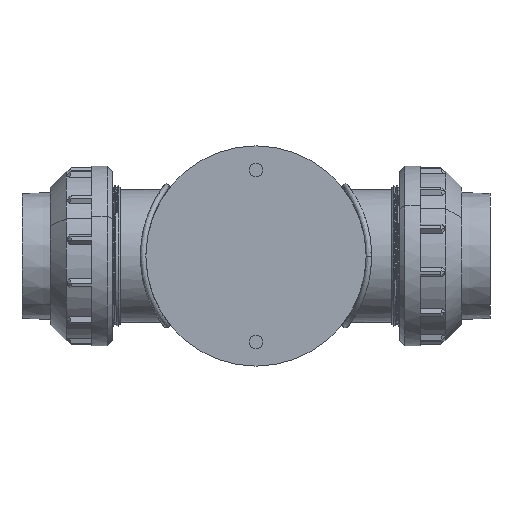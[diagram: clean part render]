
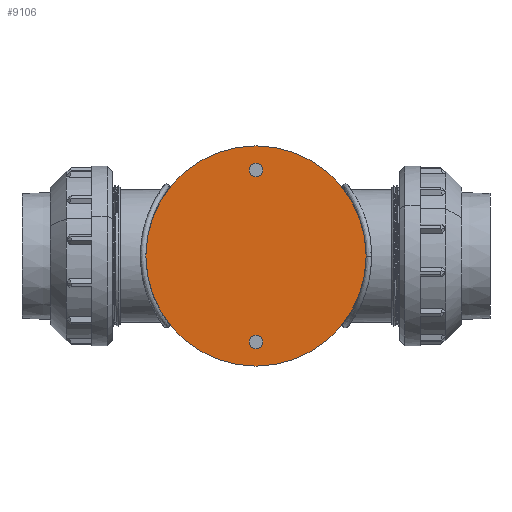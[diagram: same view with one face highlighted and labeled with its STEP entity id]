
A CAD part, front view. The second image highlights one B-rep face of the part: STEP entity #9106.
In plain terms, the highlighted planar face has unit normal (0, -1, 0).
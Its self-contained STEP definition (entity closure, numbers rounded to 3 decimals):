
#104 = CARTESIAN_POINT ( 'NONE',  ( 0., -54.718, 0. ) ) ;
#743 = CARTESIAN_POINT ( 'NONE',  ( 0., -54.718, 64. ) ) ;
#889 = EDGE_LOOP ( 'NONE', ( #2387 ) ) ;
#1042 = AXIS2_PLACEMENT_3D ( 'NONE', #104, #6050, #3674 ) ;
#1162 = AXIS2_PLACEMENT_3D ( 'NONE', #3496, #3422, #8319 ) ;
#1447 = FACE_OUTER_BOUND ( 'NONE', #889, .T. ) ;
#1499 = CARTESIAN_POINT ( 'NONE',  ( 0., -54.718, -53.969 ) ) ;
#1794 = ORIENTED_EDGE ( 'NONE', *, *, #5316, .F. ) ;
#2387 = ORIENTED_EDGE ( 'NONE', *, *, #9490, .F. ) ;
#3422 = DIRECTION ( 'NONE',  ( 0., -1., 0. ) ) ;
#3496 = CARTESIAN_POINT ( 'NONE',  ( 0., -54.718, 50. ) ) ;
#3674 = DIRECTION ( 'NONE',  ( 0., 0., 1. ) ) ;
#3812 = DIRECTION ( 'NONE',  ( 0., 1., 0. ) ) ;
#3911 = CIRCLE ( 'NONE', #14795, 3.969 ) ;
#5073 = EDGE_LOOP ( 'NONE', ( #10980 ) ) ;
#5316 = EDGE_CURVE ( 'NONE', #9671, #9671, #9258, .T. ) ;
#6050 = DIRECTION ( 'NONE',  ( 0., 1., 0. ) ) ;
#6283 = PLANE ( 'NONE',  #1042 ) ;
#7452 = CARTESIAN_POINT ( 'NONE',  ( 0., -54.718, 0. ) ) ;
#7700 = CARTESIAN_POINT ( 'NONE',  ( 0., -54.718, -50. ) ) ;
#8319 = DIRECTION ( 'NONE',  ( 0., 0., -1. ) ) ;
#8417 = FACE_BOUND ( 'NONE', #5073, .T. ) ;
#9106 = ADVANCED_FACE ( 'NONE', ( #14625, #8417, #1447 ), #6283, .F. ) ;
#9124 = DIRECTION ( 'NONE',  ( 0., 0., -1. ) ) ;
#9258 = CIRCLE ( 'NONE', #1162, 3.969 ) ;
#9490 = EDGE_CURVE ( 'NONE', #9594, #9594, #15496, .T. ) ;
#9594 = VERTEX_POINT ( 'NONE', #743 ) ;
#9671 = VERTEX_POINT ( 'NONE', #11622 ) ;
#10190 = AXIS2_PLACEMENT_3D ( 'NONE', #7452, #3812, #12317 ) ;
#10340 = DIRECTION ( 'NONE',  ( 0., -1., 0. ) ) ;
#10980 = ORIENTED_EDGE ( 'NONE', *, *, #13702, .F. ) ;
#11349 = VERTEX_POINT ( 'NONE', #1499 ) ;
#11622 = CARTESIAN_POINT ( 'NONE',  ( 0., -54.718, 46.031 ) ) ;
#12317 = DIRECTION ( 'NONE',  ( 0., 0., 1. ) ) ;
#13702 = EDGE_CURVE ( 'NONE', #11349, #11349, #3911, .T. ) ;
#14625 = FACE_BOUND ( 'NONE', #15150, .T. ) ;
#14795 = AXIS2_PLACEMENT_3D ( 'NONE', #7700, #10340, #9124 ) ;
#15150 = EDGE_LOOP ( 'NONE', ( #1794 ) ) ;
#15496 = CIRCLE ( 'NONE', #10190, 64. ) ;
